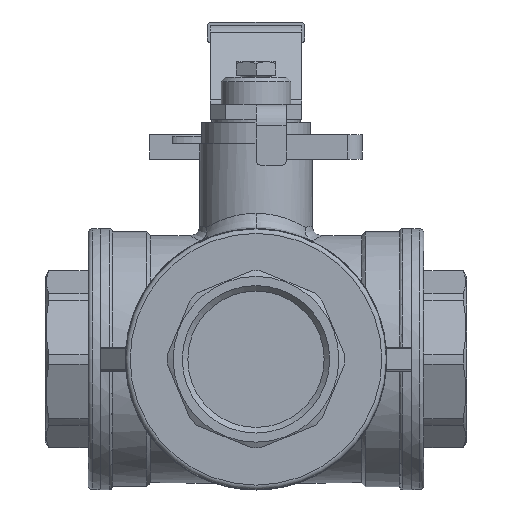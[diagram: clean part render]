
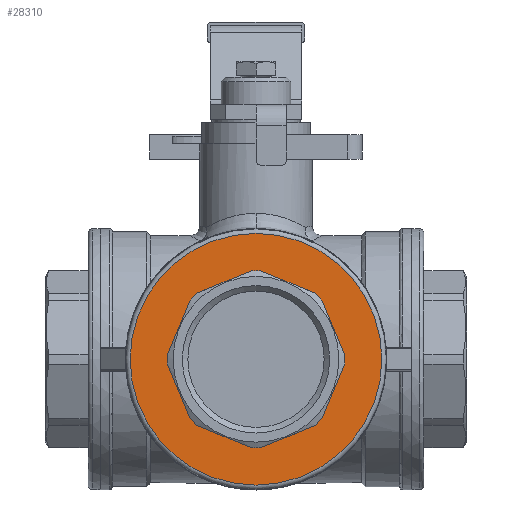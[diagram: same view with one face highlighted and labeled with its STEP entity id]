
A CAD part, front view. The second image highlights one B-rep face of the part: STEP entity #28310.
In plain terms, the highlighted planar face has unit normal (0, -1, 0).
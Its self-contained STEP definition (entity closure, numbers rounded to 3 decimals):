
#17112=CARTESIAN_POINT('',(-0.,-55.25,41.4));
#17113=VERTEX_POINT('',#17112);
#17121=CARTESIAN_POINT('',(-0.,-55.25,-41.4));
#17122=VERTEX_POINT('',#17121);
#17123=CARTESIAN_POINT('',(-0.,-55.25,-0.));
#17124=DIRECTION('',(-0.,1.,0.));
#17125=DIRECTION('',(0.,-0.,1.));
#17126=AXIS2_PLACEMENT_3D('',#17123,#17124,#17125);
#17127=CIRCLE('',#17126,41.4);
#17128=EDGE_CURVE('',#17113,#17122,#17127,.T.);
#17130=CARTESIAN_POINT('',(-0.,-55.25,-0.));
#17131=DIRECTION('',(-0.,1.,0.));
#17132=DIRECTION('',(0.,-0.,1.));
#17133=AXIS2_PLACEMENT_3D('',#17130,#17131,#17132);
#17134=CIRCLE('',#17133,41.4);
#17135=EDGE_CURVE('',#17122,#17113,#17134,.T.);
#20070=CARTESIAN_POINT('',(-0.,-55.25,29.164));
#20071=VERTEX_POINT('',#20070);
#20079=CARTESIAN_POINT('',(1.553,-55.25,29.122));
#20080=VERTEX_POINT('',#20079);
#20087=CARTESIAN_POINT('',(-0.,-55.25,-0.));
#20088=DIRECTION('',(0.,-1.,-0.));
#20089=DIRECTION('',(-0.,-0.,1.));
#20090=AXIS2_PLACEMENT_3D('',#20087,#20088,#20089);
#20091=CIRCLE('',#20090,29.164);
#20092=EDGE_CURVE('',#20080,#20071,#20091,.T.);
#20263=CARTESIAN_POINT('',(-0.,-55.25,-29.164));
#20264=VERTEX_POINT('',#20263);
#20272=CARTESIAN_POINT('',(-1.553,-55.25,-29.122));
#20273=VERTEX_POINT('',#20272);
#20280=CARTESIAN_POINT('',(-0.,-55.25,-0.));
#20281=DIRECTION('',(0.,-1.,-0.));
#20282=DIRECTION('',(0.,0.,-1.));
#20283=AXIS2_PLACEMENT_3D('',#20280,#20281,#20282);
#20284=CIRCLE('',#20283,29.164);
#20285=EDGE_CURVE('',#20273,#20264,#20284,.T.);
#23575=CARTESIAN_POINT('',(29.122,-55.25,1.553));
#23576=VERTEX_POINT('',#23575);
#23583=CARTESIAN_POINT('',(21.691,-55.25,19.494));
#23584=VERTEX_POINT('',#23583);
#23585=CARTESIAN_POINT('',(29.122,-55.25,1.553));
#23586=DIRECTION('',(-0.383,-0.,0.924));
#23587=VECTOR('',#23586,19.419);
#23588=LINE('',#23585,#23587);
#23589=EDGE_CURVE('',#23576,#23584,#23588,.T.);
#23606=CARTESIAN_POINT('',(19.494,-55.25,-21.691));
#23607=VERTEX_POINT('',#23606);
#23613=CARTESIAN_POINT('',(21.691,-55.25,-19.494));
#23614=VERTEX_POINT('',#23613);
#23615=CARTESIAN_POINT('',(-0.,-55.25,-0.));
#23616=DIRECTION('',(0.,-1.,-0.));
#23617=DIRECTION('',(0.,0.,-1.));
#23618=AXIS2_PLACEMENT_3D('',#23615,#23616,#23617);
#23619=CIRCLE('',#23618,29.164);
#23620=EDGE_CURVE('',#23607,#23614,#23619,.T.);
#23776=CARTESIAN_POINT('',(-1.553,-55.25,29.122));
#23777=VERTEX_POINT('',#23776);
#23784=CARTESIAN_POINT('',(-19.494,-55.25,21.691));
#23785=VERTEX_POINT('',#23784);
#23786=CARTESIAN_POINT('',(-1.553,-55.25,29.122));
#23787=DIRECTION('',(-0.924,-0.,-0.383));
#23788=VECTOR('',#23787,19.419);
#23789=LINE('',#23786,#23788);
#23790=EDGE_CURVE('',#23777,#23785,#23789,.T.);
#23986=CARTESIAN_POINT('',(-21.691,-55.25,19.494));
#23987=VERTEX_POINT('',#23986);
#23994=CARTESIAN_POINT('',(-29.122,-55.25,1.553));
#23995=VERTEX_POINT('',#23994);
#23996=CARTESIAN_POINT('',(-21.691,-55.25,19.494));
#23997=DIRECTION('',(-0.383,0.,-0.924));
#23998=VECTOR('',#23997,19.419);
#23999=LINE('',#23996,#23998);
#24000=EDGE_CURVE('',#23987,#23995,#23999,.T.);
#24019=CARTESIAN_POINT('',(19.494,-55.25,21.691));
#24020=VERTEX_POINT('',#24019);
#24021=CARTESIAN_POINT('',(-0.,-55.25,-0.));
#24022=DIRECTION('',(0.,-1.,-0.));
#24023=DIRECTION('',(0.,0.,-1.));
#24024=AXIS2_PLACEMENT_3D('',#24021,#24022,#24023);
#24025=CIRCLE('',#24024,29.164);
#24026=EDGE_CURVE('',#23584,#24020,#24025,.T.);
#24045=CARTESIAN_POINT('',(19.494,-55.25,21.691));
#24046=DIRECTION('',(-0.924,-0.,0.383));
#24047=VECTOR('',#24046,19.419);
#24048=LINE('',#24045,#24047);
#24049=EDGE_CURVE('',#24020,#20080,#24048,.T.);
#27747=CARTESIAN_POINT('',(29.122,-55.25,-1.553));
#27748=VERTEX_POINT('',#27747);
#27754=CARTESIAN_POINT('',(-0.,-55.25,-0.));
#27755=DIRECTION('',(0.,-1.,-0.));
#27756=DIRECTION('',(0.,0.,-1.));
#27757=AXIS2_PLACEMENT_3D('',#27754,#27755,#27756);
#27758=CIRCLE('',#27757,29.164);
#27759=EDGE_CURVE('',#27748,#23576,#27758,.T.);
#28180=CARTESIAN_POINT('',(1.553,-55.25,-29.122));
#28181=VERTEX_POINT('',#28180);
#28188=CARTESIAN_POINT('',(1.553,-55.25,-29.122));
#28189=DIRECTION('',(0.924,0.,0.383));
#28190=VECTOR('',#28189,19.419);
#28191=LINE('',#28188,#28190);
#28192=EDGE_CURVE('',#28181,#23607,#28191,.T.);
#28206=CARTESIAN_POINT('',(-29.122,-55.25,-1.553));
#28207=VERTEX_POINT('',#28206);
#28208=CARTESIAN_POINT('',(-0.,-55.25,-0.));
#28209=DIRECTION('',(0.,-1.,-0.));
#28210=DIRECTION('',(0.,0.,-1.));
#28211=AXIS2_PLACEMENT_3D('',#28208,#28209,#28210);
#28212=CIRCLE('',#28211,29.164);
#28213=EDGE_CURVE('',#23995,#28207,#28212,.T.);
#28232=CARTESIAN_POINT('',(21.691,-55.25,-19.494));
#28233=DIRECTION('',(0.383,0.,0.924));
#28234=VECTOR('',#28233,19.419);
#28235=LINE('',#28232,#28234);
#28236=EDGE_CURVE('',#23614,#27748,#28235,.T.);
#28243=CARTESIAN_POINT('',(-0.,-55.25,-36.032));
#28244=DIRECTION('',(0.,-1.,-0.));
#28245=DIRECTION('',(0.,-0.,1.));
#28246=AXIS2_PLACEMENT_3D('',#28243,#28244,#28245);
#28247=PLANE('',#28246);
#28248=ORIENTED_EDGE('',*,*,#17135,.F.);
#28249=ORIENTED_EDGE('',*,*,#17128,.F.);
#28250=EDGE_LOOP('',(#28248,#28249));
#28251=FACE_BOUND('',#28250,.T.);
#28252=ORIENTED_EDGE('',*,*,#28213,.F.);
#28253=ORIENTED_EDGE('',*,*,#24000,.F.);
#28254=CARTESIAN_POINT('',(-0.,-55.25,-0.));
#28255=DIRECTION('',(0.,-1.,-0.));
#28256=DIRECTION('',(0.,0.,-1.));
#28257=AXIS2_PLACEMENT_3D('',#28254,#28255,#28256);
#28258=CIRCLE('',#28257,29.164);
#28259=EDGE_CURVE('',#23785,#23987,#28258,.T.);
#28260=ORIENTED_EDGE('',*,*,#28259,.F.);
#28261=ORIENTED_EDGE('',*,*,#23790,.F.);
#28262=CARTESIAN_POINT('',(-0.,-55.25,-0.));
#28263=DIRECTION('',(0.,-1.,-0.));
#28264=DIRECTION('',(-0.,-0.,1.));
#28265=AXIS2_PLACEMENT_3D('',#28262,#28263,#28264);
#28266=CIRCLE('',#28265,29.164);
#28267=EDGE_CURVE('',#20071,#23777,#28266,.T.);
#28268=ORIENTED_EDGE('',*,*,#28267,.F.);
#28269=ORIENTED_EDGE('',*,*,#20092,.F.);
#28270=ORIENTED_EDGE('',*,*,#24049,.F.);
#28271=ORIENTED_EDGE('',*,*,#24026,.F.);
#28272=ORIENTED_EDGE('',*,*,#23589,.F.);
#28273=ORIENTED_EDGE('',*,*,#27759,.F.);
#28274=ORIENTED_EDGE('',*,*,#28236,.F.);
#28275=ORIENTED_EDGE('',*,*,#23620,.F.);
#28276=ORIENTED_EDGE('',*,*,#28192,.F.);
#28277=CARTESIAN_POINT('',(-0.,-55.25,-0.));
#28278=DIRECTION('',(0.,-1.,-0.));
#28279=DIRECTION('',(0.,0.,-1.));
#28280=AXIS2_PLACEMENT_3D('',#28277,#28278,#28279);
#28281=CIRCLE('',#28280,29.164);
#28282=EDGE_CURVE('',#20264,#28181,#28281,.T.);
#28283=ORIENTED_EDGE('',*,*,#28282,.F.);
#28284=ORIENTED_EDGE('',*,*,#20285,.F.);
#28285=CARTESIAN_POINT('',(-19.494,-55.25,-21.691));
#28286=VERTEX_POINT('',#28285);
#28287=CARTESIAN_POINT('',(-19.494,-55.25,-21.691));
#28288=DIRECTION('',(0.924,0.,-0.383));
#28289=VECTOR('',#28288,19.419);
#28290=LINE('',#28287,#28289);
#28291=EDGE_CURVE('',#28286,#20273,#28290,.T.);
#28292=ORIENTED_EDGE('',*,*,#28291,.F.);
#28293=CARTESIAN_POINT('',(-21.691,-55.25,-19.494));
#28294=VERTEX_POINT('',#28293);
#28295=CARTESIAN_POINT('',(-0.,-55.25,-0.));
#28296=DIRECTION('',(0.,-1.,-0.));
#28297=DIRECTION('',(0.,0.,-1.));
#28298=AXIS2_PLACEMENT_3D('',#28295,#28296,#28297);
#28299=CIRCLE('',#28298,29.164);
#28300=EDGE_CURVE('',#28294,#28286,#28299,.T.);
#28301=ORIENTED_EDGE('',*,*,#28300,.F.);
#28302=CARTESIAN_POINT('',(-29.122,-55.25,-1.553));
#28303=DIRECTION('',(0.383,0.,-0.924));
#28304=VECTOR('',#28303,19.419);
#28305=LINE('',#28302,#28304);
#28306=EDGE_CURVE('',#28207,#28294,#28305,.T.);
#28307=ORIENTED_EDGE('',*,*,#28306,.F.);
#28308=EDGE_LOOP('',(#28252,#28253,#28260,#28261,#28268,#28269,#28270,#28271,#28272,#28273,#28274,#28275,#28276,#28283,#28284,#28292,#28301,#28307));
#28309=FACE_BOUND('',#28308,.T.);
#28310=ADVANCED_FACE('',(#28251,#28309),#28247,.T.);
